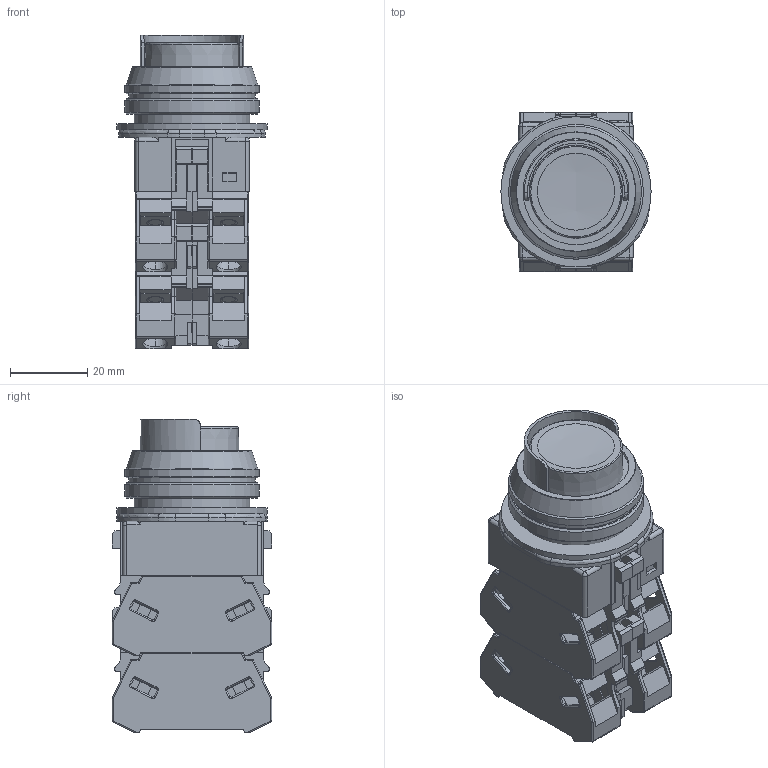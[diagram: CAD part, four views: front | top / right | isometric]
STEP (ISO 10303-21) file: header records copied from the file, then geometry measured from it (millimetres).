
FILE_DESCRIPTION (( 'STEP AP214' ), '1' );
FILE_NAME ('A[B][O]N2Gxx$.STEP', '2021-01-12T05:28:00', ( '' ), ( '' ), 'SwSTEP 2.0', 'SolidWorks 2019', '' );
FILE_SCHEMA (( 'AUTOMOTIVE_DESIGN' ));
Length unit declared in the file: millimetre
Products named in the file (6): A[B][O]N2Gxx$; A[B][O]N2_BODY; HW-Uxx(R); OW-11; ABN2G; N-TYPE-PB-LOCK-NUT
Assembly tree (8 placements, depth 2):
  A[B][O]N2Gxx$
    A[B][O]N2_BODY
    OW-11
    N-TYPE-PB-LOCK-NUT
    HW-Uxx(R)  x4
    ABN2G
Bounding box: 39 x 41.4 x 81.4 mm (x, y, z)
Volume: 72889.8 mm3; surface area: 32724.9 mm2
Topology: 10 solids, 10 shells, 1220 faces, 3318 edges, 2127 vertices
Faces by surface type: plane 763, cylinder 301, bspline 125, cone 14, torus 12, sphere 5
Full cylindrical faces by diameter (mm): 3.5 x8, 27.5 x1, 29.5 x1, 30 x3, 30.7 x1, 32.8 x1, 33 x1, 35 x2, 39 x1
Entity records: 15697 total; most frequent: CARTESIAN_POINT 4398, ORIENTED_EDGE 2354, DIRECTION 2160, EDGE_CURVE 1177, VECTOR 832, LINE 832, VERTEX_POINT 778, AXIS2_PLACEMENT_3D 664
